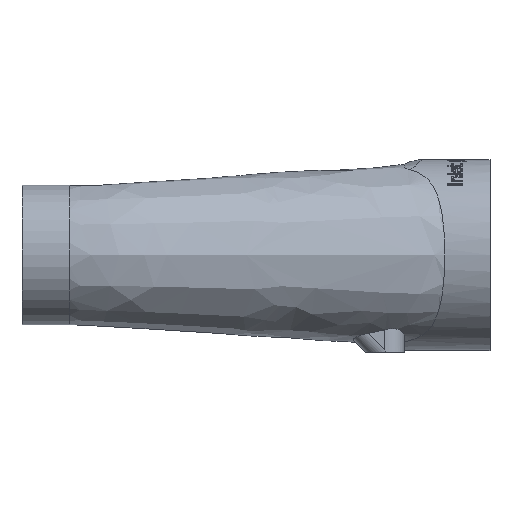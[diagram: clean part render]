
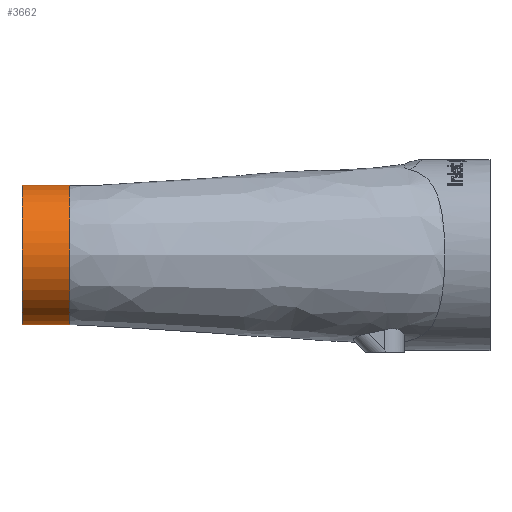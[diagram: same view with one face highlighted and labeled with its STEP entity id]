
A CAD part, front view. The second image highlights one B-rep face of the part: STEP entity #3662.
In plain terms, the highlighted cylindrical face has radius 36.5 mm (diameter 73 mm), a full revolution.
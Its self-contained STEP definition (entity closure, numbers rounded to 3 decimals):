
#404=FACE_OUTER_BOUND('',#625,.T.);
#625=EDGE_LOOP('',(#3354,#3355,#3356,#3357,#3358));
#1092=LINE('',#10830,#1346);
#1346=VECTOR('',#4488,36.5);
#1416=CIRCLE('',#3867,36.5);
#1417=CIRCLE('',#3868,36.5);
#1418=CIRCLE('',#3869,36.5);
#1774=VERTEX_POINT('',#10827);
#1775=VERTEX_POINT('',#10829);
#1776=VERTEX_POINT('',#10831);
#2308=EDGE_CURVE('',#1774,#1774,#1416,.T.);
#2309=EDGE_CURVE('',#1774,#1775,#1092,.T.);
#2310=EDGE_CURVE('',#1776,#1775,#1417,.T.);
#2311=EDGE_CURVE('',#1775,#1776,#1418,.T.);
#3354=ORIENTED_EDGE('',*,*,#2308,.T.);
#3355=ORIENTED_EDGE('',*,*,#2309,.T.);
#3356=ORIENTED_EDGE('',*,*,#2310,.F.);
#3357=ORIENTED_EDGE('',*,*,#2311,.F.);
#3358=ORIENTED_EDGE('',*,*,#2309,.F.);
#3413=CYLINDRICAL_SURFACE('',#3866,36.5);
#3662=ADVANCED_FACE('',(#404),#3413,.T.);
#3866=AXIS2_PLACEMENT_3D('',#10826,#4484,#4485);
#3867=AXIS2_PLACEMENT_3D('',#10828,#4486,#4487);
#3868=AXIS2_PLACEMENT_3D('',#10832,#4489,#4490);
#3869=AXIS2_PLACEMENT_3D('',#10833,#4491,#4492);
#4484=DIRECTION('center_axis',(1.,0.,0.));
#4485=DIRECTION('ref_axis',(0.,0.,1.));
#4486=DIRECTION('center_axis',(1.,0.,0.));
#4487=DIRECTION('ref_axis',(0.,0.,1.));
#4488=DIRECTION('',(1.,0.,0.));
#4489=DIRECTION('center_axis',(1.,0.,0.));
#4490=DIRECTION('ref_axis',(0.,1.,0.));
#4491=DIRECTION('center_axis',(1.,0.,0.));
#4492=DIRECTION('ref_axis',(0.,1.,0.));
#10826=CARTESIAN_POINT('Origin',(0.,-95.,0.));
#10827=CARTESIAN_POINT('',(-25.,-95.,-36.5));
#10828=CARTESIAN_POINT('Origin',(-25.,-95.,0.));
#10829=CARTESIAN_POINT('',(0.,-95.,-36.5));
#10830=CARTESIAN_POINT('',(0.,-95.,-36.5));
#10831=CARTESIAN_POINT('',(0.,-131.5,0.));
#10832=CARTESIAN_POINT('Origin',(0.,-95.,0.));
#10833=CARTESIAN_POINT('Origin',(0.,-95.,0.));
